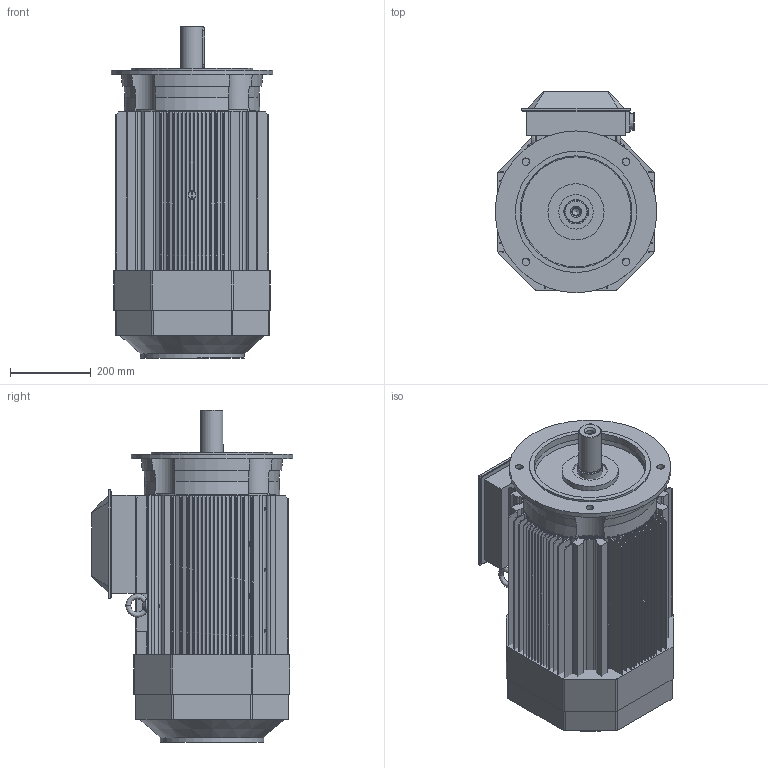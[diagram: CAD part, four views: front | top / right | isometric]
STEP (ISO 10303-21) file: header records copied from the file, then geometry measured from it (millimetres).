
FILE_DESCRIPTION((''),'2;1');
FILE_NAME('3GZV100086-18.stp','2015-07-02T11:23:21',('sejotaa1'),(''),'Autodesk Inventor 2011','Autodesk Inventor 2011','');
FILE_SCHEMA(('AUTOMOTIVE_DESIGN { 1 0 10303 214 1 1 1 1 }'));
Length unit declared in the file: millimetre
Products named in the file (1): 3GZV100086-18
Bounding box: 400 x 498.55 x 821.14 mm (x, y, z)
Volume: 94821461.7 mm3; surface area: 7237350.6 mm2
Topology: 16 solids, 140 shells, 2006 faces, 5354 edges, 3540 vertices
Faces by surface type: plane 1018, cylinder 832, cone 90, bspline 42, torus 24
Full cylindrical faces by diameter (mm): 3.3 x8, 5.5 x8, 6.6 x2, 8.4 x2, 10.106 x12, 11 x2, 12 x4, 16 x4, 17.294 x2, 19 x8, 20 x2, 20.127 x4, 21 x2, 30 x4, 34 x2, 40 x6, 44.942 x2, 47 x4, 49 x2, 49.4 x2, 50 x2, 54.4 x2, 55 x2, 59 x4, 59.4 x2, 60 x2, 70 x2, 71 x2, 85 x2, 139 x2
Entity records: 71060 total; most frequent: CARTESIAN_POINT 18845, DIRECTION 10540, ORIENTED_EDGE 9892, EDGE_CURVE 5114, AXIS2_PLACEMENT_3D 3917, VERTEX_POINT 3502, VECTOR 2706, LINE 2706
